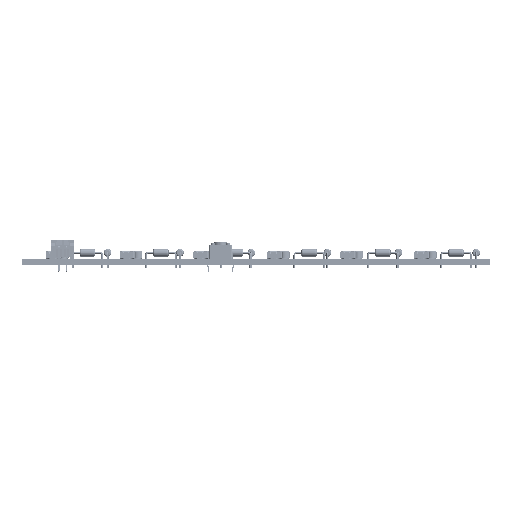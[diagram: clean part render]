
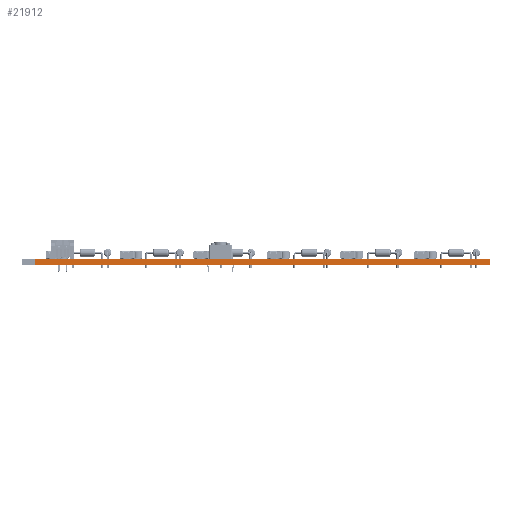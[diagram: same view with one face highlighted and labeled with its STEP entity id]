
A CAD part, left-side view. The second image highlights one B-rep face of the part: STEP entity #21912.
In plain terms, the highlighted planar face has unit normal (-1, 0, 0).
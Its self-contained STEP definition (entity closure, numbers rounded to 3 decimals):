
#15373 = VERTEX_POINT('',#15374);
#15374 = CARTESIAN_POINT('',(47.675,-22.325,0.));
#15380 = EDGE_CURVE('',#15381,#15373,#15383,.T.);
#15381 = VERTEX_POINT('',#15382);
#15382 = CARTESIAN_POINT('',(47.695,-139.975,0.));
#15383 = LINE('',#15384,#15385);
#15384 = CARTESIAN_POINT('',(47.695,-139.975,0.));
#15385 = VECTOR('',#15386,1.);
#15386 = DIRECTION('',(0.,1.,0.));
#18629 = VERTEX_POINT('',#18630);
#18630 = CARTESIAN_POINT('',(47.675,-22.325,1.51));
#18636 = EDGE_CURVE('',#18637,#18629,#18639,.T.);
#18637 = VERTEX_POINT('',#18638);
#18638 = CARTESIAN_POINT('',(47.695,-139.975,1.51));
#18639 = LINE('',#18640,#18641);
#18640 = CARTESIAN_POINT('',(47.695,-139.975,1.51));
#18641 = VECTOR('',#18642,1.);
#18642 = DIRECTION('',(0.,1.,0.));
#21882 = EDGE_CURVE('',#15373,#18629,#21883,.T.);
#21883 = LINE('',#21884,#21885);
#21884 = CARTESIAN_POINT('',(47.675,-22.325,0.));
#21885 = VECTOR('',#21886,1.);
#21886 = DIRECTION('',(0.,0.,1.));
#21912 = ADVANCED_FACE('',(#21913),#21924,.T.);
#21913 = FACE_BOUND('',#21914,.T.);
#21914 = EDGE_LOOP('',(#21915,#21921,#21922,#21923));
#21915 = ORIENTED_EDGE('',*,*,#21916,.T.);
#21916 = EDGE_CURVE('',#15381,#18637,#21917,.T.);
#21917 = LINE('',#21918,#21919);
#21918 = CARTESIAN_POINT('',(47.695,-139.975,0.));
#21919 = VECTOR('',#21920,1.);
#21920 = DIRECTION('',(0.,0.,1.));
#21921 = ORIENTED_EDGE('',*,*,#18636,.T.);
#21922 = ORIENTED_EDGE('',*,*,#21882,.F.);
#21923 = ORIENTED_EDGE('',*,*,#15380,.F.);
#21924 = PLANE('',#21925);
#21925 = AXIS2_PLACEMENT_3D('',#21926,#21927,#21928);
#21926 = CARTESIAN_POINT('',(47.695,-139.975,0.));
#21927 = DIRECTION('',(-1.,0.,0.));
#21928 = DIRECTION('',(0.,1.,0.));
